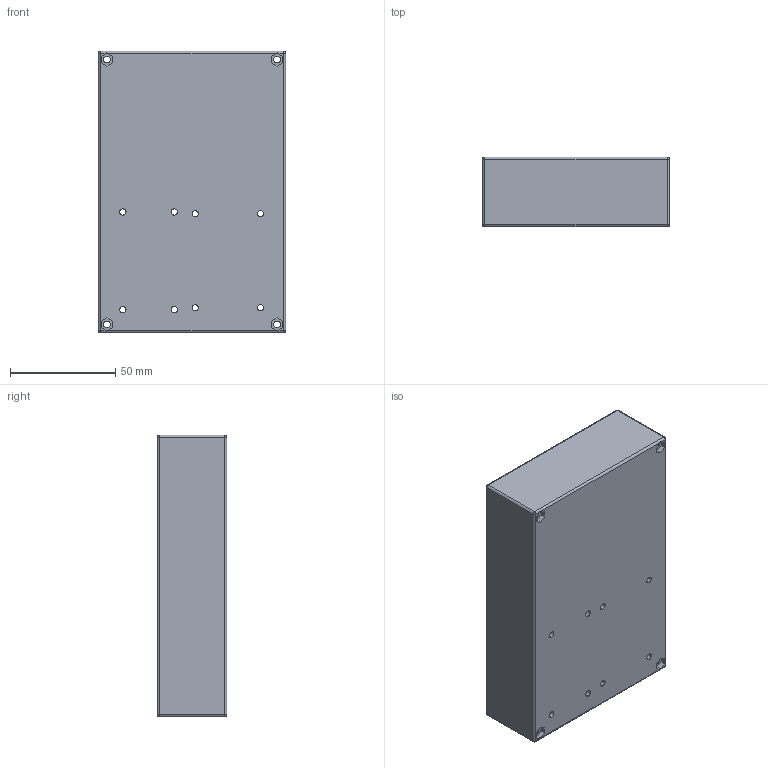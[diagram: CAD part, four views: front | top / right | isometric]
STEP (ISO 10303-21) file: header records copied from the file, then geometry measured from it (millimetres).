
FILE_DESCRIPTION (( 'STEP AP214' ), '1' );
FILE_NAME ('autotest_box.STEP', '2021-05-13T09:39:06', ( '' ), ( '' ), 'SwSTEP 2.0', 'SolidWorks 2019', '' );
FILE_SCHEMA (( 'AUTOMOTIVE_DESIGN' ));
Length unit declared in the file: millimetre
Products named in the file (1): autotest_box
Bounding box: 89 x 33 x 134 mm (x, y, z)
Volume: 136146.5 mm3; surface area: 50624 mm2
Topology: 1 solids, 1 shells, 102 faces, 274 edges, 166 vertices
Faces by surface type: cylinder 46, plane 46, sphere 8, torus 2
Entity records: 3192 total; most frequent: CARTESIAN_POINT 583, DIRECTION 536, ORIENTED_EDGE 532, EDGE_CURVE 266, AXIS2_PLACEMENT_3D 183, LINE 170, VECTOR 170, VERTEX_POINT 166
